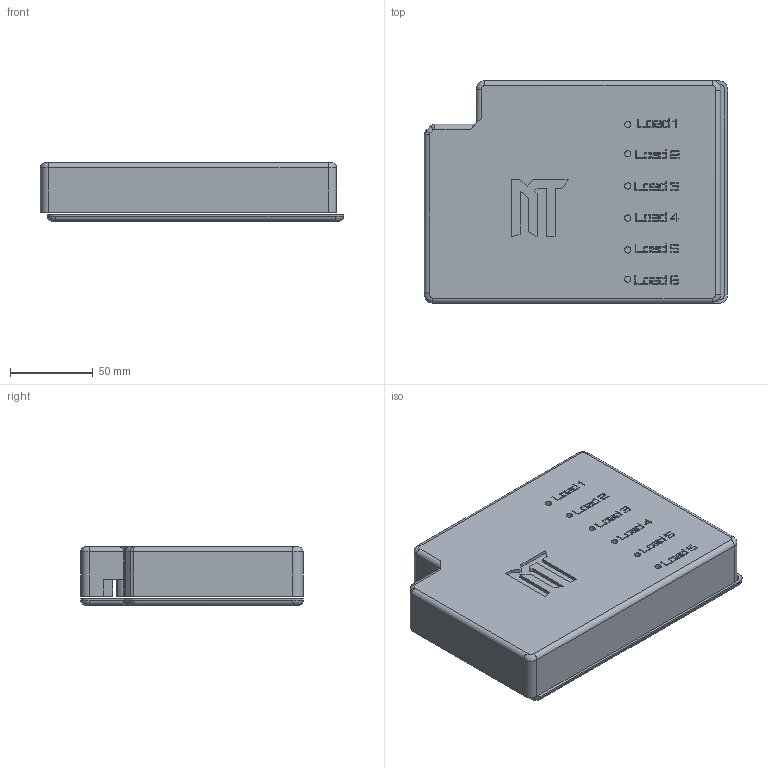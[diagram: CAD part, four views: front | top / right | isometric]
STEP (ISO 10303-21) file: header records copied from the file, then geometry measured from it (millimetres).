
FILE_DESCRIPTION(/* description */ (''),/* implementation_level */ '2;1');
FILE_NAME(/* name */ 'WCHA V2 v3.step',/* time_stamp */ '2024-10-19T22:18:35+05:00',/* author */ (''),/* organization */ (''),/* preprocessor_version */ 'ST-DEVELOPER v20',/* originating_system */ 'Autodesk Translation Framework v13.20.0.188',/* authorisation */ '');
FILE_SCHEMA (('AUTOMOTIVE_DESIGN { 1 0 10303 214 3 1 1 }'));
Length unit declared in the file: millimetre
Products named in the file (6): WCHA V2; PCB; Board; Open CASCADE STEP translator 7.5 1.1.1; WCHA Top; WCHA Bottom
Assembly tree (5 placements, depth 4):
  WCHA V2
    PCB
      Board
        Open CASCADE STEP translator 7.5 1.1.1
    WCHA Top
    WCHA Bottom
Bounding box: 183.91 x 134.81 x 35.43 mm (x, y, z)
Volume: 178810 mm3; surface area: 177526.8 mm2
Topology: 3 solids, 3 shells, 1055 faces, 2924 edges, 1941 vertices
Faces by surface type: plane 455, bspline 363, cylinder 237
Full cylindrical faces by diameter (mm): 0.7 x2, 0.74 x16, 0.758 x40, 0.85 x26, 0.9 x22, 1 x13, 1.15 x14, 1.4 x24, 1.5 x6, 1.6 x12, 3.8 x6, 4 x8, 8 x4, 9.8 x6
Entity records: 38098 total; most frequent: CARTESIAN_POINT 12229, ORIENTED_EDGE 5848, DIRECTION 4082, EDGE_CURVE 2924, VERTEX_POINT 1941, LINE 1740, VECTOR 1740, EDGE_LOOP 1497
